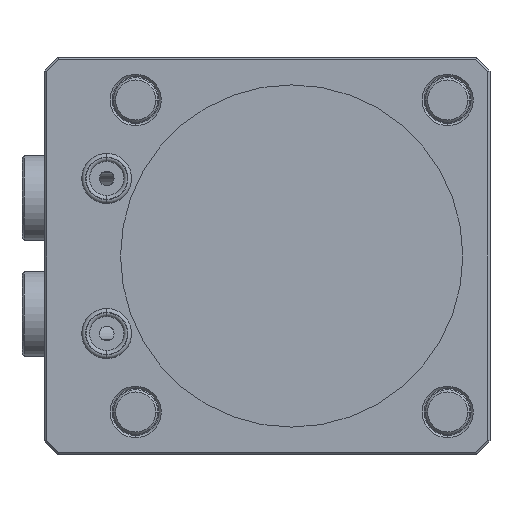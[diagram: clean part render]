
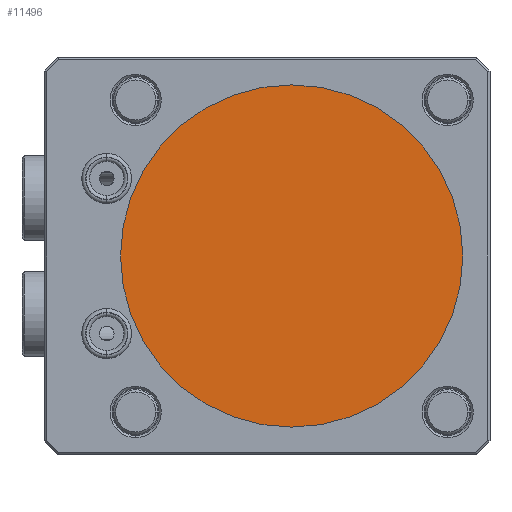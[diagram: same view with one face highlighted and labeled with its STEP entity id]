
A CAD part, front view. The second image highlights one B-rep face of the part: STEP entity #11496.
In plain terms, the highlighted planar face has unit normal (0, -1, 0).
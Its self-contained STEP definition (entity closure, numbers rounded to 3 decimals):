
#485 = PLANE ( 'NONE',  #14237 ) ;
#1482 = CIRCLE ( 'NONE', #16083, 38.4 ) ;
#1592 = DIRECTION ( 'NONE',  ( 0., 0., 1. ) ) ;
#3546 = VERTEX_POINT ( 'NONE', #3596 ) ;
#3596 = CARTESIAN_POINT ( 'NONE',  ( 0., -145.5, -38.4 ) ) ;
#3641 = AXIS2_PLACEMENT_3D ( 'NONE', #9141, #7976, #1592 ) ;
#5651 = DIRECTION ( 'NONE',  ( 0., -1., 0. ) ) ;
#5820 = DIRECTION ( 'NONE',  ( 0., 1., 0. ) ) ;
#7575 = EDGE_LOOP ( 'NONE', ( #9689, #11600 ) ) ;
#7790 = FACE_OUTER_BOUND ( 'NONE', #7575, .T. ) ;
#7902 = EDGE_CURVE ( 'NONE', #3546, #13426, #13022, .T. ) ;
#7976 = DIRECTION ( 'NONE',  ( 0., 1., 0. ) ) ;
#8304 = CARTESIAN_POINT ( 'NONE',  ( 0., -145.5, 38.4 ) ) ;
#9141 = CARTESIAN_POINT ( 'NONE',  ( 0., -145.5, 0. ) ) ;
#9689 = ORIENTED_EDGE ( 'NONE', *, *, #10847, .F. ) ;
#10637 = DIRECTION ( 'NONE',  ( 0., 0., -1. ) ) ;
#10847 = EDGE_CURVE ( 'NONE', #13426, #3546, #1482, .T. ) ;
#11496 = ADVANCED_FACE ( 'NONE', ( #7790 ), #485, .T. ) ;
#11547 = CARTESIAN_POINT ( 'NONE',  ( -38.4, -145.5, 0. ) ) ;
#11600 = ORIENTED_EDGE ( 'NONE', *, *, #7902, .F. ) ;
#12109 = CARTESIAN_POINT ( 'NONE',  ( 0., -145.5, 0. ) ) ;
#13022 = CIRCLE ( 'NONE', #3641, 38.4 ) ;
#13426 = VERTEX_POINT ( 'NONE', #8304 ) ;
#14237 = AXIS2_PLACEMENT_3D ( 'NONE', #11547, #5651, #10637 ) ;
#15757 = DIRECTION ( 'NONE',  ( 0., 0., 1. ) ) ;
#16083 = AXIS2_PLACEMENT_3D ( 'NONE', #12109, #5820, #15757 ) ;
